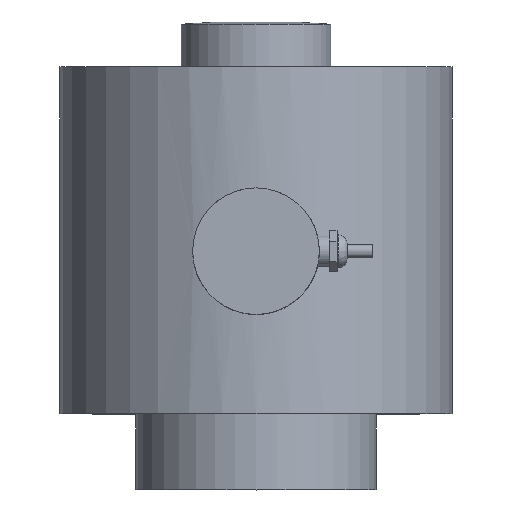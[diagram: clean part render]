
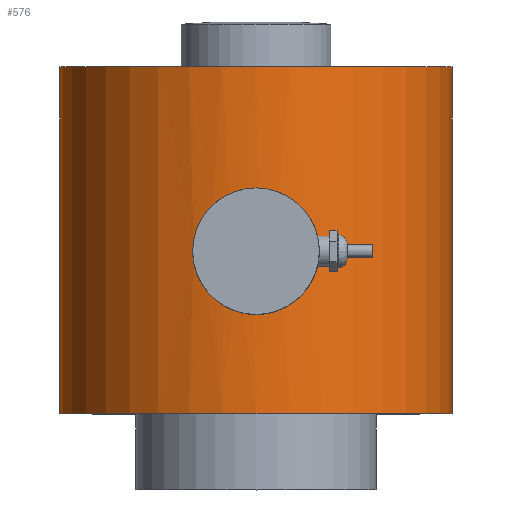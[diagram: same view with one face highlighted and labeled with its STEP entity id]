
A CAD part, top view. The second image highlights one B-rep face of the part: STEP entity #576.
In plain terms, the highlighted cylindrical face has radius 77.5 mm (diameter 155 mm), a full revolution.
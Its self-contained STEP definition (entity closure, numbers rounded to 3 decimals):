
#18=B_SPLINE_CURVE_WITH_KNOTS('',3,(#1038,#1039,#1040,#1041,#1042,#1043,
#1044,#1045,#1046,#1047,#1048,#1049,#1050,#1051,#1052,#1053,#1054,#1055,
#1056,#1057,#1058,#1059,#1060,#1061,#1062,#1063,#1064,#1065,#1066,#1067,
#1068,#1069,#1070,#1071),.UNSPECIFIED.,.F.,.F.,(4,2,2,2,2,2,2,2,2,2,2,2,
2,2,2,2,4),(0.,0.475,0.949,1.424,1.899,
2.373,2.847,3.322,3.796,4.271,
4.745,5.22,5.694,6.169,6.643,
7.118,7.593),.UNSPECIFIED.);
#19=B_SPLINE_CURVE_WITH_KNOTS('',3,(#1072,#1073,#1074,#1075,#1076,#1077,
#1078,#1079,#1080,#1081,#1082,#1083,#1084,#1085,#1086,#1087,#1088,#1089,
#1090,#1091,#1092,#1093,#1094,#1095,#1096,#1097,#1098,#1099,#1100,#1101,
#1102,#1103,#1104,#1105),.UNSPECIFIED.,.F.,.F.,(4,2,2,2,2,2,2,2,2,2,2,2,
2,2,2,2,4),(7.593,8.067,8.542,9.017,
9.491,9.966,10.44,10.915,11.389,
11.864,12.338,12.813,13.287,13.762,
14.236,14.711,15.186),.UNSPECIFIED.);
#37=FACE_BOUND('',#143,.T.);
#97=FACE_OUTER_BOUND('',#142,.T.);
#142=EDGE_LOOP('',(#520,#521,#522,#523));
#143=EDGE_LOOP('',(#524,#525));
#193=LINE('',#1122,#240);
#240=VECTOR('',#812,77.5);
#260=CIRCLE('',#646,77.5);
#262=CIRCLE('',#649,77.5);
#306=VERTEX_POINT('',#1035);
#307=VERTEX_POINT('',#1037);
#310=VERTEX_POINT('',#1115);
#312=VERTEX_POINT('',#1120);
#376=EDGE_CURVE('',#307,#306,#18,.T.);
#377=EDGE_CURVE('',#306,#307,#19,.T.);
#381=EDGE_CURVE('',#310,#310,#260,.T.);
#383=EDGE_CURVE('',#312,#312,#262,.T.);
#384=EDGE_CURVE('',#312,#310,#193,.T.);
#520=ORIENTED_EDGE('',*,*,#383,.F.);
#521=ORIENTED_EDGE('',*,*,#384,.T.);
#522=ORIENTED_EDGE('',*,*,#381,.T.);
#523=ORIENTED_EDGE('',*,*,#384,.F.);
#524=ORIENTED_EDGE('',*,*,#376,.T.);
#525=ORIENTED_EDGE('',*,*,#377,.T.);
#541=CYLINDRICAL_SURFACE('',#648,77.5);
#576=ADVANCED_FACE('',(#97,#37),#541,.T.);
#646=AXIS2_PLACEMENT_3D('',#1116,#804,#805);
#648=AXIS2_PLACEMENT_3D('',#1119,#808,#809);
#649=AXIS2_PLACEMENT_3D('',#1121,#810,#811);
#804=DIRECTION('center_axis',(0.,1.,0.));
#805=DIRECTION('ref_axis',(-1.,0.,0.));
#808=DIRECTION('center_axis',(0.,1.,0.));
#809=DIRECTION('ref_axis',(-1.,0.,0.));
#810=DIRECTION('center_axis',(0.,1.,0.));
#811=DIRECTION('ref_axis',(-1.,0.,0.));
#812=DIRECTION('',(0.,-1.,0.));
#1035=CARTESIAN_POINT('',(-25.,94.,73.357));
#1037=CARTESIAN_POINT('',(25.,94.,73.357));
#1038=CARTESIAN_POINT('Ctrl Pts',(25.,94.,73.357));
#1039=CARTESIAN_POINT('Ctrl Pts',(25.,92.418,73.357));
#1040=CARTESIAN_POINT('Ctrl Pts',(24.847,90.786,73.41));
#1041=CARTESIAN_POINT('Ctrl Pts',(24.209,87.546,73.623));
#1042=CARTESIAN_POINT('Ctrl Pts',(23.723,85.939,73.783));
#1043=CARTESIAN_POINT('Ctrl Pts',(22.444,82.864,74.182));
#1044=CARTESIAN_POINT('Ctrl Pts',(21.65,81.392,74.421));
#1045=CARTESIAN_POINT('Ctrl Pts',(19.819,78.673,74.929));
#1046=CARTESIAN_POINT('Ctrl Pts',(18.781,77.426,75.198));
#1047=CARTESIAN_POINT('Ctrl Pts',(16.574,75.219,75.715));
#1048=CARTESIAN_POINT('Ctrl Pts',(15.327,74.182,75.982));
#1049=CARTESIAN_POINT('Ctrl Pts',(12.609,72.35,76.48));
#1050=CARTESIAN_POINT('Ctrl Pts',(11.137,71.556,76.711));
#1051=CARTESIAN_POINT('Ctrl Pts',(8.06,70.276,77.095));
#1052=CARTESIAN_POINT('Ctrl Pts',(6.453,69.791,77.248));
#1053=CARTESIAN_POINT('Ctrl Pts',(3.213,69.152,77.45));
#1054=CARTESIAN_POINT('Ctrl Pts',(1.582,69.,77.5));
#1055=CARTESIAN_POINT('Ctrl Pts',(-1.582,69.,77.5));
#1056=CARTESIAN_POINT('Ctrl Pts',(-3.213,69.152,77.45));
#1057=CARTESIAN_POINT('Ctrl Pts',(-6.453,69.791,77.248));
#1058=CARTESIAN_POINT('Ctrl Pts',(-8.06,70.276,77.095));
#1059=CARTESIAN_POINT('Ctrl Pts',(-11.137,71.556,76.711));
#1060=CARTESIAN_POINT('Ctrl Pts',(-12.609,72.35,76.48));
#1061=CARTESIAN_POINT('Ctrl Pts',(-15.327,74.182,75.982));
#1062=CARTESIAN_POINT('Ctrl Pts',(-16.574,75.219,75.715));
#1063=CARTESIAN_POINT('Ctrl Pts',(-18.781,77.426,75.198));
#1064=CARTESIAN_POINT('Ctrl Pts',(-19.819,78.673,74.929));
#1065=CARTESIAN_POINT('Ctrl Pts',(-21.65,81.392,74.421));
#1066=CARTESIAN_POINT('Ctrl Pts',(-22.444,82.864,74.182));
#1067=CARTESIAN_POINT('Ctrl Pts',(-23.723,85.939,73.783));
#1068=CARTESIAN_POINT('Ctrl Pts',(-24.209,87.546,73.623));
#1069=CARTESIAN_POINT('Ctrl Pts',(-24.847,90.786,73.41));
#1070=CARTESIAN_POINT('Ctrl Pts',(-25.,92.418,73.357));
#1071=CARTESIAN_POINT('Ctrl Pts',(-25.,94.,73.357));
#1072=CARTESIAN_POINT('Ctrl Pts',(-25.,94.,73.357));
#1073=CARTESIAN_POINT('Ctrl Pts',(-25.,95.582,73.357));
#1074=CARTESIAN_POINT('Ctrl Pts',(-24.847,97.214,73.41));
#1075=CARTESIAN_POINT('Ctrl Pts',(-24.209,100.454,73.623));
#1076=CARTESIAN_POINT('Ctrl Pts',(-23.723,102.061,73.783));
#1077=CARTESIAN_POINT('Ctrl Pts',(-22.444,105.136,74.182));
#1078=CARTESIAN_POINT('Ctrl Pts',(-21.65,106.608,74.421));
#1079=CARTESIAN_POINT('Ctrl Pts',(-19.819,109.327,74.929));
#1080=CARTESIAN_POINT('Ctrl Pts',(-18.781,110.574,75.198));
#1081=CARTESIAN_POINT('Ctrl Pts',(-16.574,112.781,75.715));
#1082=CARTESIAN_POINT('Ctrl Pts',(-15.327,113.818,75.982));
#1083=CARTESIAN_POINT('Ctrl Pts',(-12.609,115.65,76.48));
#1084=CARTESIAN_POINT('Ctrl Pts',(-11.137,116.444,76.711));
#1085=CARTESIAN_POINT('Ctrl Pts',(-8.06,117.724,77.095));
#1086=CARTESIAN_POINT('Ctrl Pts',(-6.453,118.209,77.248));
#1087=CARTESIAN_POINT('Ctrl Pts',(-3.213,118.848,77.45));
#1088=CARTESIAN_POINT('Ctrl Pts',(-1.582,119.,77.5));
#1089=CARTESIAN_POINT('Ctrl Pts',(1.582,119.,77.5));
#1090=CARTESIAN_POINT('Ctrl Pts',(3.213,118.848,77.45));
#1091=CARTESIAN_POINT('Ctrl Pts',(6.453,118.209,77.248));
#1092=CARTESIAN_POINT('Ctrl Pts',(8.06,117.724,77.095));
#1093=CARTESIAN_POINT('Ctrl Pts',(11.137,116.444,76.711));
#1094=CARTESIAN_POINT('Ctrl Pts',(12.609,115.65,76.48));
#1095=CARTESIAN_POINT('Ctrl Pts',(15.327,113.818,75.982));
#1096=CARTESIAN_POINT('Ctrl Pts',(16.574,112.781,75.715));
#1097=CARTESIAN_POINT('Ctrl Pts',(18.781,110.574,75.198));
#1098=CARTESIAN_POINT('Ctrl Pts',(19.819,109.327,74.929));
#1099=CARTESIAN_POINT('Ctrl Pts',(21.65,106.608,74.421));
#1100=CARTESIAN_POINT('Ctrl Pts',(22.444,105.136,74.182));
#1101=CARTESIAN_POINT('Ctrl Pts',(23.723,102.061,73.783));
#1102=CARTESIAN_POINT('Ctrl Pts',(24.209,100.454,73.623));
#1103=CARTESIAN_POINT('Ctrl Pts',(24.847,97.214,73.41));
#1104=CARTESIAN_POINT('Ctrl Pts',(25.,95.582,73.357));
#1105=CARTESIAN_POINT('Ctrl Pts',(25.,94.,73.357));
#1115=CARTESIAN_POINT('',(77.5,30.,0.));
#1116=CARTESIAN_POINT('Origin',(0.,30.,0.));
#1119=CARTESIAN_POINT('Origin',(0.,30.,0.));
#1120=CARTESIAN_POINT('',(77.5,167.,0.));
#1121=CARTESIAN_POINT('Origin',(0.,167.,0.));
#1122=CARTESIAN_POINT('',(77.5,30.,0.));
